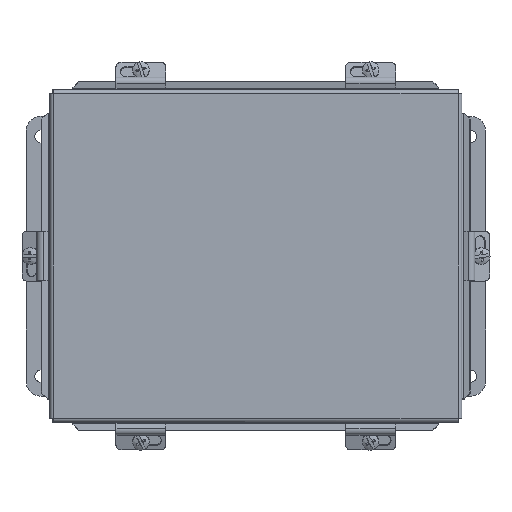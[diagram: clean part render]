
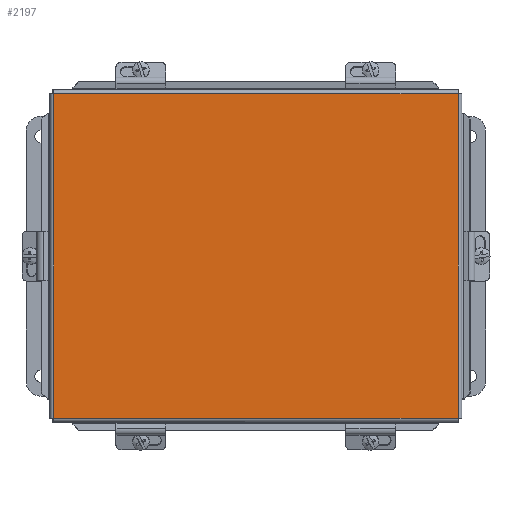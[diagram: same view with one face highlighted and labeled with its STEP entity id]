
A CAD part, top view. The second image highlights one B-rep face of the part: STEP entity #2197.
In plain terms, the highlighted face is planar.
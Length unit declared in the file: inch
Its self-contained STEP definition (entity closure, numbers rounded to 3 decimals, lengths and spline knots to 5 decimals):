
#161 = VECTOR ( 'NONE', #9771, 39.37008 ) ;
#349 = LINE ( 'NONE', #8112, #5684 ) ;
#562 = VERTEX_POINT ( 'NONE', #12145 ) ;
#591 = ORIENTED_EDGE ( 'NONE', *, *, #5113, .T. ) ;
#621 = ORIENTED_EDGE ( 'NONE', *, *, #10756, .T. ) ;
#1138 = VERTEX_POINT ( 'NONE', #9765 ) ;
#1222 = AXIS2_PLACEMENT_3D ( 'NONE', #7048, #7012, #6962 ) ;
#2197 = ADVANCED_FACE ( 'NONE', ( #9675 ), #7774, .F. ) ;
#2484 = CARTESIAN_POINT ( 'NONE',  ( 8.21625, 0.09375, 0. ) ) ;
#3120 = VECTOR ( 'NONE', #8376, 39.37008 ) ;
#3511 = EDGE_LOOP ( 'NONE', ( #621, #591, #12412, #8414 ) ) ;
#4788 = VECTOR ( 'NONE', #6897, 39.37008 ) ;
#4883 = CARTESIAN_POINT ( 'NONE',  ( 8.21625, 10.21625, 0. ) ) ;
#5113 = EDGE_CURVE ( 'NONE', #5824, #1138, #7334, .T. ) ;
#5122 = LINE ( 'NONE', #7021, #4788 ) ;
#5684 = VECTOR ( 'NONE', #7781, 39.37008 ) ;
#5824 = VERTEX_POINT ( 'NONE', #2484 ) ;
#6811 = EDGE_CURVE ( 'NONE', #1138, #562, #349, .T. ) ;
#6897 = DIRECTION ( 'NONE',  ( 1., 0., 0. ) ) ;
#6962 = DIRECTION ( 'NONE',  ( 1., 0., 0. ) ) ;
#7012 = DIRECTION ( 'NONE',  ( 0., 0., 1. ) ) ;
#7021 = CARTESIAN_POINT ( 'NONE',  ( 0.09375, 10.21625, 0. ) ) ;
#7048 = CARTESIAN_POINT ( 'NONE',  ( 4.155, 5.155, 0. ) ) ;
#7334 = LINE ( 'NONE', #7561, #3120 ) ;
#7561 = CARTESIAN_POINT ( 'NONE',  ( 8.21625, 0.09375, 0. ) ) ;
#7774 = PLANE ( 'NONE',  #1222 ) ;
#7781 = DIRECTION ( 'NONE',  ( 0., 1., 0. ) ) ;
#8112 = CARTESIAN_POINT ( 'NONE',  ( 0.09375, 0.09375, 0. ) ) ;
#8376 = DIRECTION ( 'NONE',  ( -1., 0., 0. ) ) ;
#8414 = ORIENTED_EDGE ( 'NONE', *, *, #11422, .T. ) ;
#9641 = VERTEX_POINT ( 'NONE', #4883 ) ;
#9675 = FACE_OUTER_BOUND ( 'NONE', #3511, .T. ) ;
#9765 = CARTESIAN_POINT ( 'NONE',  ( 0.09375, 0.09375, 0. ) ) ;
#9771 = DIRECTION ( 'NONE',  ( 0., -1., 0. ) ) ;
#10756 = EDGE_CURVE ( 'NONE', #9641, #5824, #12874, .T. ) ;
#11422 = EDGE_CURVE ( 'NONE', #562, #9641, #5122, .T. ) ;
#12145 = CARTESIAN_POINT ( 'NONE',  ( 0.09375, 10.21625, 0. ) ) ;
#12412 = ORIENTED_EDGE ( 'NONE', *, *, #6811, .T. ) ;
#12749 = CARTESIAN_POINT ( 'NONE',  ( 8.21625, 10.21625, 0. ) ) ;
#12874 = LINE ( 'NONE', #12749, #161 ) ;
